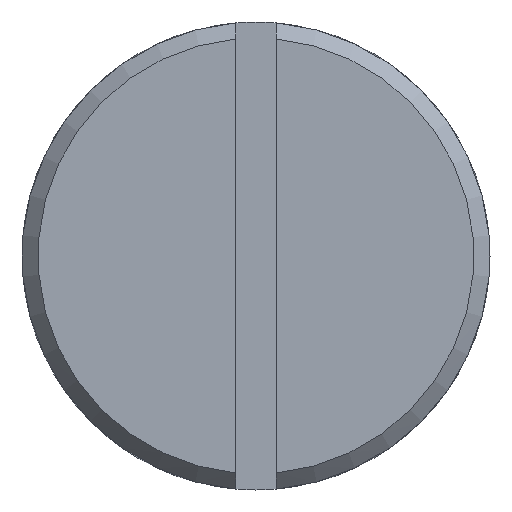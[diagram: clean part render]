
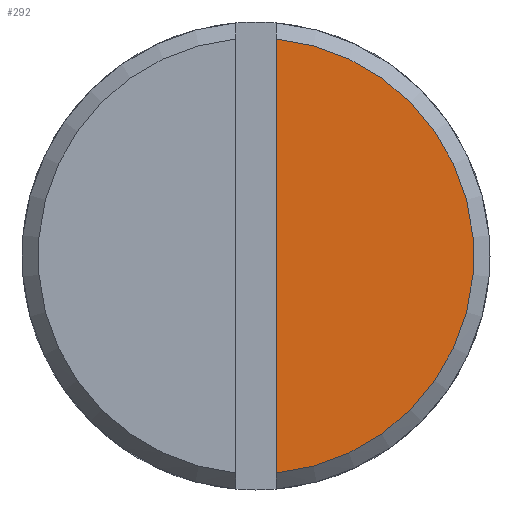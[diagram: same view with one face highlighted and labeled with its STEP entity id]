
A CAD part, left-side view. The second image highlights one B-rep face of the part: STEP entity #292.
In plain terms, the highlighted planar face has unit normal (-1, 0, 0).
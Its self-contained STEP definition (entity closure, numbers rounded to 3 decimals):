
#20 = DIRECTION ( 'NONE',  ( -1., 0., 0. ) ) ;
#79 = CARTESIAN_POINT ( 'NONE',  ( 0., -0.25, 2.688 ) ) ;
#81 = PLANE ( 'NONE',  #149 ) ;
#108 = EDGE_CURVE ( 'NONE', #276, #676, #614, .T. ) ;
#130 = DIRECTION ( 'NONE',  ( 0., 0., -1. ) ) ;
#149 = AXIS2_PLACEMENT_3D ( 'NONE', #671, #163, #159 ) ;
#159 = DIRECTION ( 'NONE',  ( 0., 0., -1. ) ) ;
#163 = DIRECTION ( 'NONE',  ( 1., 0., 0. ) ) ;
#178 = EDGE_LOOP ( 'NONE', ( #758, #790 ) ) ;
#187 = EDGE_CURVE ( 'NONE', #676, #276, #238, .T. ) ;
#191 = CARTESIAN_POINT ( 'NONE',  ( 0., -0.25, 0. ) ) ;
#213 = CARTESIAN_POINT ( 'NONE',  ( 0., -0.25, -2.688 ) ) ;
#238 = CIRCLE ( 'NONE', #663, 2.7 ) ;
#271 = DIRECTION ( 'NONE',  ( 0., 0., 1. ) ) ;
#276 = VERTEX_POINT ( 'NONE', #79 ) ;
#292 = ADVANCED_FACE ( 'NONE', ( #322 ), #81, .F. ) ;
#322 = FACE_OUTER_BOUND ( 'NONE', #178, .T. ) ;
#614 = LINE ( 'NONE', #191, #655 ) ;
#655 = VECTOR ( 'NONE', #130, 1000. ) ;
#663 = AXIS2_PLACEMENT_3D ( 'NONE', #726, #20, #271 ) ;
#671 = CARTESIAN_POINT ( 'NONE',  ( 0., 0., 0. ) ) ;
#676 = VERTEX_POINT ( 'NONE', #213 ) ;
#726 = CARTESIAN_POINT ( 'NONE',  ( 0., 0., 0. ) ) ;
#758 = ORIENTED_EDGE ( 'NONE', *, *, #187, .T. ) ;
#790 = ORIENTED_EDGE ( 'NONE', *, *, #108, .T. ) ;
